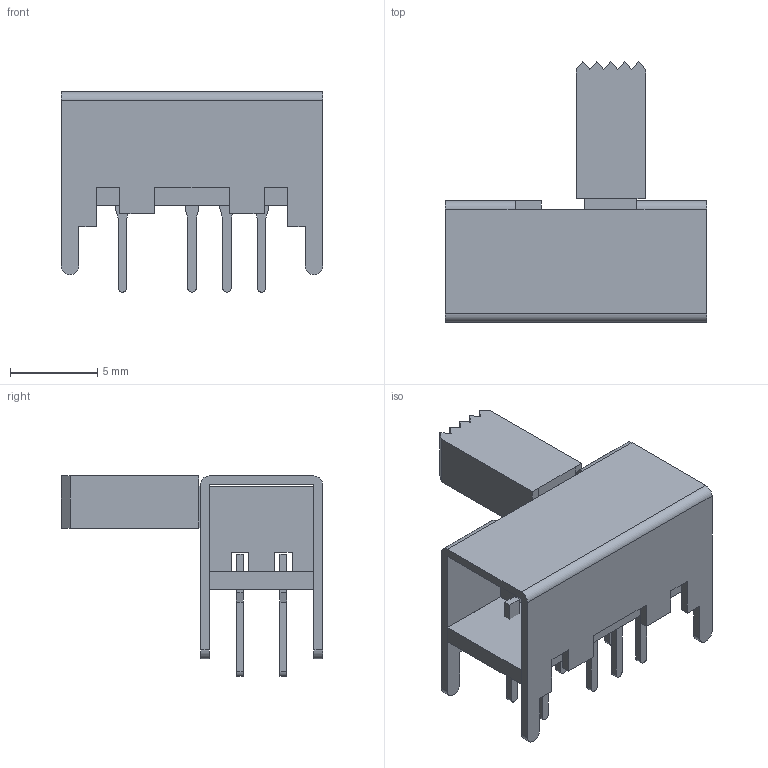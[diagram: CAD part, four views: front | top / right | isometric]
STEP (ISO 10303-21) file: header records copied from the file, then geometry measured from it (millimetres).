
FILE_DESCRIPTION(('FreeCAD Model'),'2;1');
FILE_NAME('Open CASCADE Shape Model','2022-01-07T20:51:13',('Author'),( ''),'Open CASCADE STEP processor 7.5','FreeCAD','Unknown');
FILE_SCHEMA(('AUTOMOTIVE_DESIGN { 1 0 10303 214 1 1 1 1 }'));
Length unit declared in the file: millimetre
Products named in the file (12): SK_23D05_G8; PlasticLever001; SteelPin008; SteelPin007; SteelPin006; SteelPin005; SteelPin004; SteelPin003; SteelPin002; SteelPin001; FiberglassBase; SteelBody
Assembly tree (11 placements, depth 2):
  SK_23D05_G8
    PlasticLever001
    SteelPin008
    SteelPin007
    SteelPin006
    SteelPin005
    SteelPin004
    SteelPin003
    SteelPin002
    SteelPin001
    FiberglassBase
    SteelBody
Bounding box: 15 x 15 x 11.5 mm (x, y, z)
Volume: 612.8 mm3; surface area: 1380.1 mm2
Topology: 11 solids, 11 shells, 177 faces, 459 edges, 304 vertices
Faces by surface type: plane 162, cylinder 15
Entity records: 11529 total; most frequent: CARTESIAN_POINT 2129, DIRECTION 1640, LINE 1182, VECTOR 1182, ORIENTED_EDGE 918, PCURVE 918, DEFINITIONAL_REPRESENTATION 918, EDGE_CURVE 459
